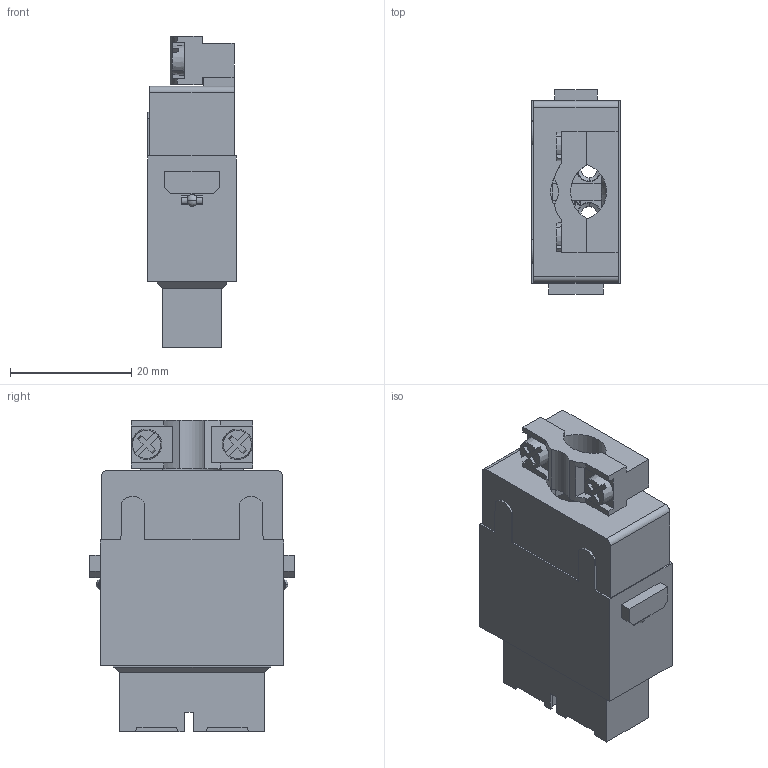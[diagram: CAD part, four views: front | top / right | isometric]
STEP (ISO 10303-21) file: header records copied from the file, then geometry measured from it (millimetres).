
FILE_DESCRIPTION(('CATIA V5 STEP Exchange','CAx-IF Rec.Pracs.--- Model Styling and Organization---1.5--- 2016-08-15','CAx-IF Rec.Pracs.---Supplemental Geometry---1.0---2011-11-01','CAx-IF Rec.Pracs.--- Composite Materials ---1.1---2010-07-15'),'2;1');
FILE_NAME ('2066235-2_1', '2025-10-02T07:15:33+00:00', ('none'), ('Weidmueller'), 'CATIA Version 5-6 Release 2024 SP4', 'CATIA V5 STEP AP214 v3', 'none');
FILE_SCHEMA(('AUTOMOTIVE_DESIGN { 1 0 10303 214 1 1 1 1 }'));
Length unit declared in the file: millimetre
Products named in the file (1): 3092860000
Bounding box: 14.6 x 33.85 x 51.5 mm (x, y, z)
Volume: 13330.9 mm3; surface area: 9138.9 mm2
Topology: 1 solids, 1 shells, 659 faces, 1942 edges, 1302 vertices
Faces by surface type: plane 485, cylinder 101, cone 68, torus 4, sphere 1
Entity records: 21154 total; most frequent: CARTESIAN_POINT 4277, ORIENTED_EDGE 3876, DIRECTION 2782, EDGE_CURVE 1938, VECTOR 1509, LINE 1509, VERTEX_POINT 1302, AXIS2_PLACEMENT_3D 810
